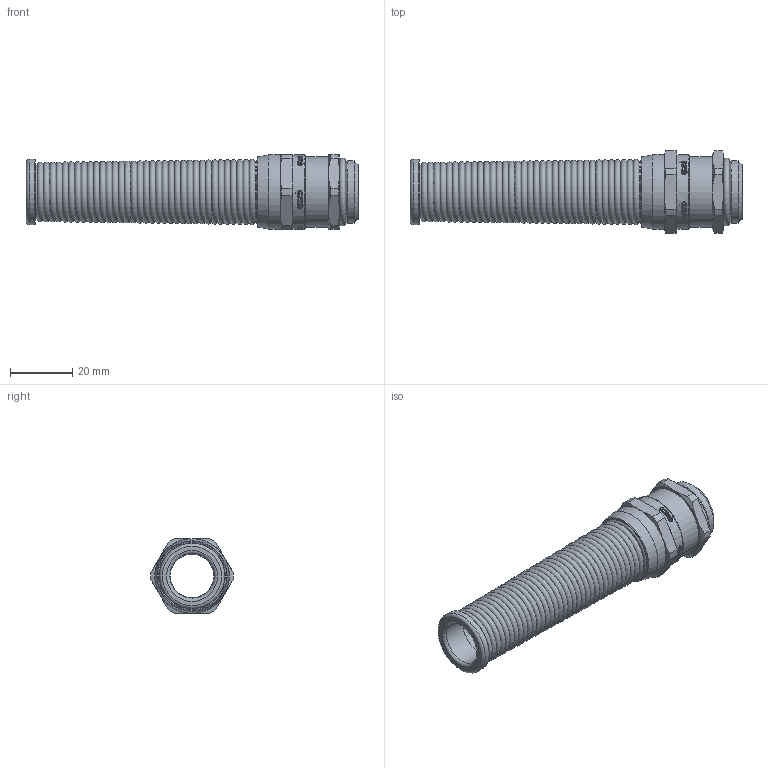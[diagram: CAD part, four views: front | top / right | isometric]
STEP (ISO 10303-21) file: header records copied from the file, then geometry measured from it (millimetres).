
FILE_DESCRIPTION(/* description */ ('HSK-M-Flex Metr.-Cable glands for special applications'),/* implementation_level */ '2;1');
FILE_NAME(/* name */ 'HU1623201650.stp',/* time_stamp */ '2021-10-12T13:31:46+02:00',/* author */ ('sl'),/* organization */ ('HUMMEL'),/* preprocessor_version */ 'ST-DEVELOPER v16.5',/* originating_system */ 'Autodesk Inventor 2017',/* authorisation */ '');
FILE_SCHEMA (('AUTOMOTIVE_DESIGN { 1 0 10303 214 3 1 1 }'));
Length unit declared in the file: millimetre
Products named in the file (8): HSK-M-Flex 1.623.2016.50; HSK-M-Flex 1.623.2016.50-Gland; HSK-M-Flex 1.623.2016.50-Clamping insert; HSK-M-Flex 1.623.2016.50-Sealing insert; HSK-M-Flex 1.623.2016.50-O-Ring; HSK-M-Flex 1.623.2016.50-Nut; HSK-M-Flex 1.623.2016.50-Feather; HSK-M-Flex 1.623.2016.50-Cover
Assembly tree (7 placements, depth 2):
  HSK-M-Flex 1.623.2016.50
    HSK-M-Flex 1.623.2016.50-Gland
    HSK-M-Flex 1.623.2016.50-Clamping insert
    HSK-M-Flex 1.623.2016.50-Sealing insert
    HSK-M-Flex 1.623.2016.50-O-Ring
    HSK-M-Flex 1.623.2016.50-Nut
    HSK-M-Flex 1.623.2016.50-Feather
    HSK-M-Flex 1.623.2016.50-Cover
Bounding box: 106.58 x 26.49 x 24 mm (x, y, z)
Volume: 16007.1 mm3; surface area: 23292.9 mm2
Topology: 7 solids, 7 shells, 567 faces, 1452 edges, 942 vertices
Faces by surface type: plane 399, cylinder 86, torus 46, cone 36
Full cylindrical faces by diameter (mm): 14 x1, 14.2 x1, 14.3 x2, 16 x2, 16.1 x2, 17.8 x1, 18.9 x2, 19.4 x1, 19.9 x2, 20 x1, 21 x1, 21.16 x1, 21.4 x2, 21.83 x2, 22.5 x1, 23.8 x2
Entity records: 17630 total; most frequent: CARTESIAN_POINT 3707, DIRECTION 2970, ORIENTED_EDGE 2724, EDGE_CURVE 1362, AXIS2_PLACEMENT_3D 1108, VERTEX_POINT 939, LINE 754, VECTOR 754
